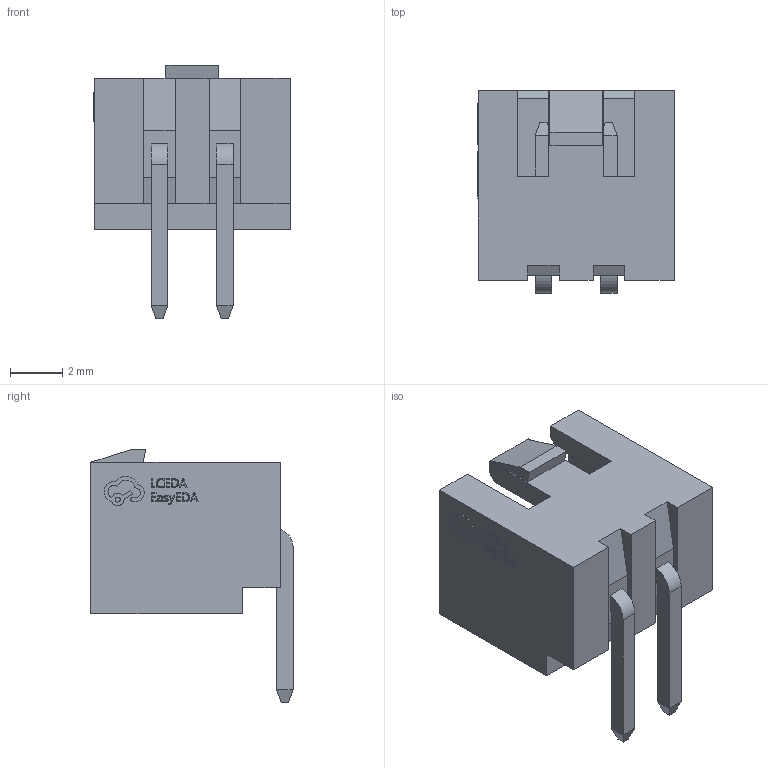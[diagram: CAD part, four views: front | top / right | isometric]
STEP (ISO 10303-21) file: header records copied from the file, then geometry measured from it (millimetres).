
FILE_DESCRIPTION (( 'STEP AP214' ), '1' );
FILE_NAME ('HDR-TH_2P-P2.50-H-F-W7.3-N.STEP', '2023-11-29T13:33:16', ( '' ), ( '' ), 'SwSTEP 2.0', 'SolidWorks 2020', '' );
FILE_SCHEMA (( 'AUTOMOTIVE_DESIGN' ));
Length unit declared in the file: millimetre
Products named in the file (1): HDR-TH_2P-P2.50-H-F-W7.3-N
Bounding box: 7.51 x 7.74 x 9.7 mm (x, y, z)
Volume: 195.5 mm3; surface area: 412.4 mm2
Topology: 1 solids, 1 shells, 307 faces, 824 edges, 542 vertices
Faces by surface type: plane 205, bspline 98, cylinder 4
Entity records: 13393 total; most frequent: CARTESIAN_POINT 2980, ORIENTED_EDGE 1648, DIRECTION 1052, EDGE_CURVE 824, VECTOR 616, LINE 616, VERTEX_POINT 542, EDGE_LOOP 330
